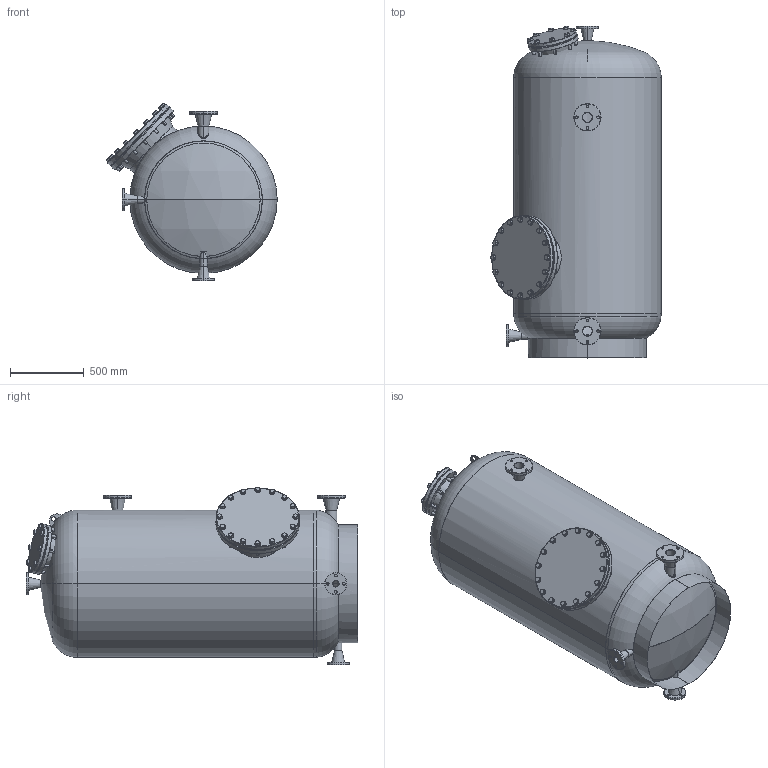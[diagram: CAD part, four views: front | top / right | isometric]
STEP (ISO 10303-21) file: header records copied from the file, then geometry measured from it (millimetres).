
FILE_DESCRIPTION (( 'STEP AP214' ), '1' );
FILE_NAME ('ind_mediterran_100_sb1200.STEP', '2020-12-03T12:09:07', ( '' ), ( '' ), 'SwSTEP 2.0', 'SolidWorks 2019', '' );
FILE_SCHEMA (( 'AUTOMOTIVE_DESIGN' ));
Length unit declared in the file: millimetre
Products named in the file (1): ind_mediterran_100_sb1200
Bounding box: 1155.27 x 2250 x 1205.27 mm (x, y, z)
Volume: 44933825 mm3; surface area: 18939873.9 mm2
Topology: 65 solids, 65 shells, 977 faces, 2189 edges, 1365 vertices
Faces by surface type: cylinder 360, plane 307, cone 232, torus 54, bspline 16, sphere 8
Entity records: 43621 total; most frequent: CARTESIAN_POINT 9853, DIRECTION 4844, ORIENTED_EDGE 4378, EDGE_CURVE 2189, AXIS2_PLACEMENT_3D 2052, VERTEX_POINT 1365, EDGE_LOOP 1230, CIRCLE 1090
